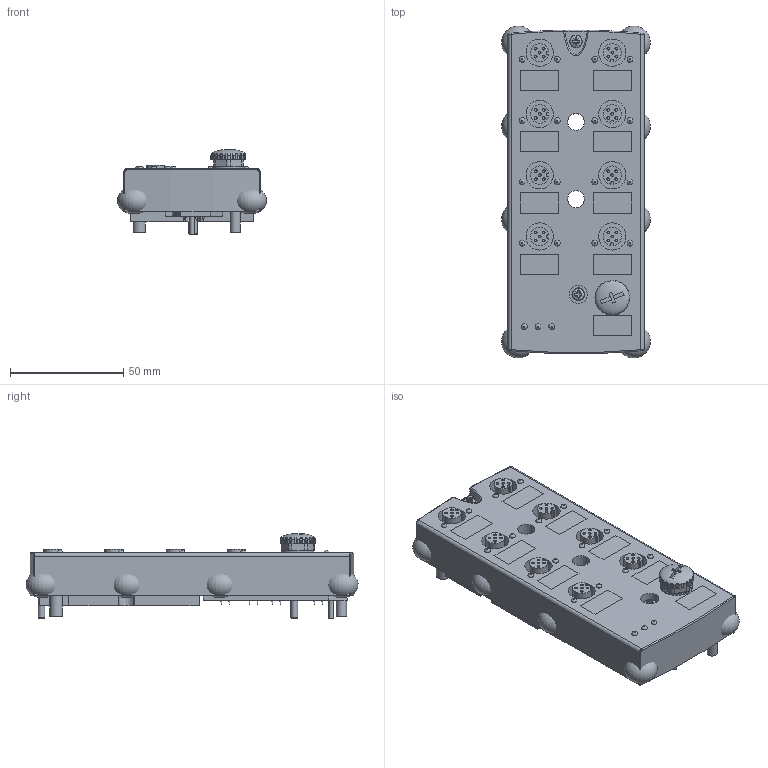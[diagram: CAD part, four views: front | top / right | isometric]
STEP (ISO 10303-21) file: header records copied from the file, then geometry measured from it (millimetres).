
FILE_DESCRIPTION(/* description */ ('Alibre Inc.'),/* implementation_level */ '2;1');
FILE_NAME(/* name */ 'export-651494C7-962D-4F1A-A434-A842D95ECB72',/* time_stamp */ '2019-02-07T14:08:07+01:00',/* author */ (''),/* organization */ (''),/* preprocessor_version */ 'ST-DEVELOPER v17',/* originating_system */ 'Alibre',/* authorisation */ '');
FILE_SCHEMA (('AUTOMOTIVE_DESIGN'));
Length unit declared in the file: centimetre
Products named in the file (8): BENE INOX | 210216-3X30
Bounding box: 65.58 x 146.33 x 37.43 mm (x, y, z)
Volume: 188342.9 mm3; surface area: 56030.8 mm2
Topology: 48 solids, 50 shells, 1238 faces, 3162 edges, 2073 vertices
Faces by surface type: plane 561, cylinder 493, cone 93, torus 76, bspline 7, sphere 6, extrusion 1, revolution 1
Full cylindrical faces by diameter (mm): 1.2 x40, 2 x1, 2.5 x38, 3 x9, 4 x1, 4.5 x1, 5.5 x1, 6 x8, 7.5 x2, 8 x1, 9.5 x1, 12 x10, 14.5 x1
Entity records: 20947 total; most frequent: CARTESIAN_POINT 6412, ORIENTED_EDGE 2970, DIRECTION 2685, EDGE_CURVE 1485, AXIS2_PLACEMENT_3D 1141, VERTEX_POINT 1027, FACE_BOUND 790, EDGE_LOOP 774
